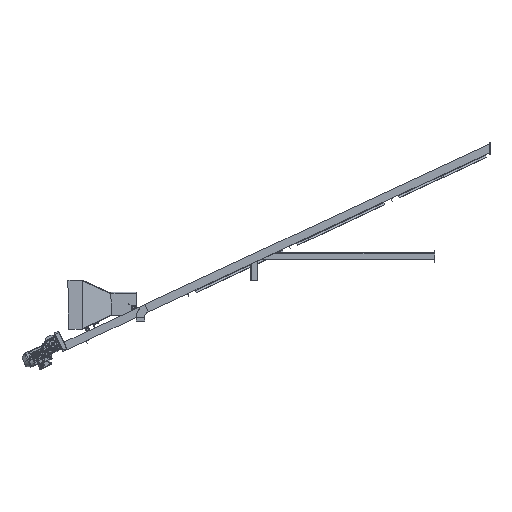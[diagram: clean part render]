
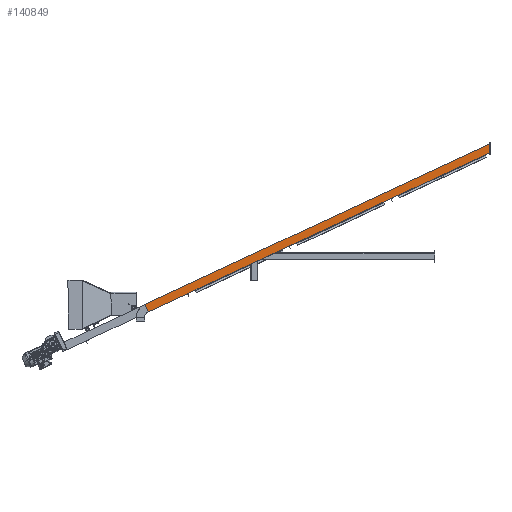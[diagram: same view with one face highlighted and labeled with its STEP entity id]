
A CAD part, left-side view. The second image highlights one B-rep face of the part: STEP entity #140849.
In plain terms, the highlighted free-form (B-spline) face has degree [1, 1] with [2, 2] control points.
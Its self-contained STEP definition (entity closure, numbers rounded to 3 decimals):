
#140849 = ADVANCED_FACE('',(#140850),#140880,.F.);
#140850 = FACE_BOUND('',#140851,.T.);
#140851 = EDGE_LOOP('',(#140852,#140861,#140868,#140875));
#140852 = ORIENTED_EDGE('',*,*,#140853,.T.);
#140853 = EDGE_CURVE('',#140854,#140856,#140858,.T.);
#140854 = VERTEX_POINT('',#140855);
#140855 = CARTESIAN_POINT('',(-720.488,-7387.516,
    3444.855));
#140856 = VERTEX_POINT('',#140857);
#140857 = CARTESIAN_POINT('',(-720.488,-7387.516,
    3762.843));
#140858 = B_SPLINE_CURVE_WITH_KNOTS('',1,(#140859,#140860),
  .UNSPECIFIED.,.F.,.F.,(2,2),(3714.443,3935.118),
  .PIECEWISE_BEZIER_KNOTS.);
#140859 = CARTESIAN_POINT('',(-720.488,-7387.516,
    3444.855));
#140860 = CARTESIAN_POINT('',(-720.488,-7387.516,
    3762.843));
#140861 = ORIENTED_EDGE('',*,*,#140862,.F.);
#140862 = EDGE_CURVE('',#140863,#140856,#140865,.T.);
#140863 = VERTEX_POINT('',#140864);
#140864 = CARTESIAN_POINT('',(-720.488,4772.717,
    -1907.566));
#140865 = B_SPLINE_CURVE_WITH_KNOTS('',1,(#140866,#140867),
  .UNSPECIFIED.,.F.,.F.,(2,2),(0.,9311.283),
  .PIECEWISE_BEZIER_KNOTS.);
#140866 = CARTESIAN_POINT('',(-720.488,4772.717,
    -1907.566));
#140867 = CARTESIAN_POINT('',(-720.488,-7387.516,
    3762.843));
#140868 = ORIENTED_EDGE('',*,*,#140869,.T.);
#140869 = EDGE_CURVE('',#140863,#140870,#140872,.T.);
#140870 = VERTEX_POINT('',#140871);
#140871 = CARTESIAN_POINT('',(-720.488,4650.92,
    -2168.76));
#140872 = B_SPLINE_CURVE_WITH_KNOTS('',1,(#140873,#140874),
  .UNSPECIFIED.,.F.,.F.,(2,2),(0.,200.),.PIECEWISE_BEZIER_KNOTS.);
#140873 = CARTESIAN_POINT('',(-720.488,4772.717,
    -1907.566));
#140874 = CARTESIAN_POINT('',(-720.488,4650.92,
    -2168.76));
#140875 = ORIENTED_EDGE('',*,*,#140876,.T.);
#140876 = EDGE_CURVE('',#140870,#140854,#140877,.T.);
#140877 = B_SPLINE_CURVE_WITH_KNOTS('',1,(#140878,#140879),
  .UNSPECIFIED.,.F.,.F.,(2,2),(0.,9218.022),
  .PIECEWISE_BEZIER_KNOTS.);
#140878 = CARTESIAN_POINT('',(-720.488,4650.92,
    -2168.76));
#140879 = CARTESIAN_POINT('',(-720.488,-7387.516,
    3444.855));
#140880 = B_SPLINE_SURFACE_WITH_KNOTS('',1,1,(
    (#140881,#140882)
    ,(#140883,#140884
    )),.UNSPECIFIED.,.F.,.F.,.F.,(2,2),(2,2),(-181.262,
    3935.118),(0.,8438.889),
  .PIECEWISE_BEZIER_KNOTS.);
#140881 = CARTESIAN_POINT('',(-720.488,4772.717,
    -2168.76));
#140882 = CARTESIAN_POINT('',(-720.488,-7387.516,
    -2168.76));
#140883 = CARTESIAN_POINT('',(-720.488,4772.717,
    3762.843));
#140884 = CARTESIAN_POINT('',(-720.488,-7387.516,
    3762.843));
